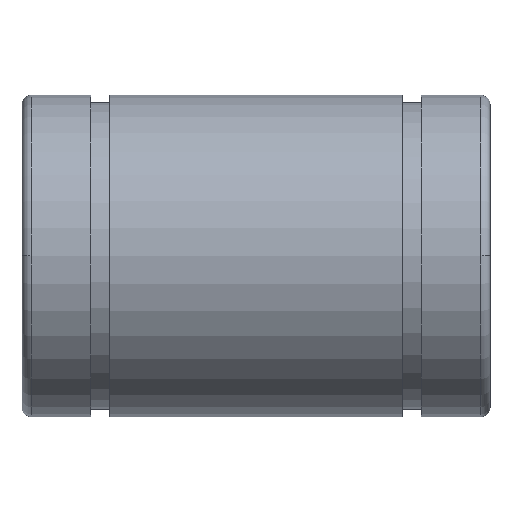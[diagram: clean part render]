
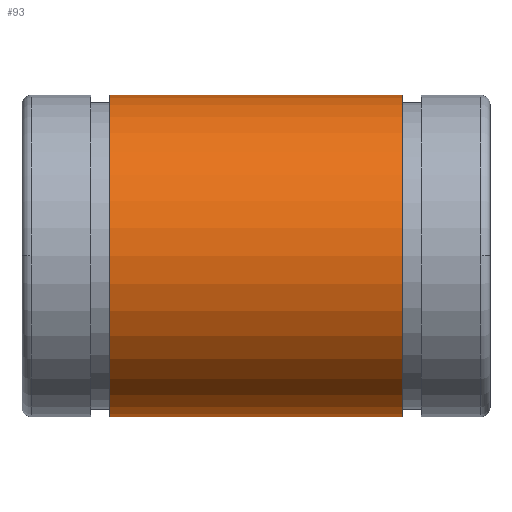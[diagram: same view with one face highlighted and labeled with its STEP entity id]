
A CAD part, top view. The second image highlights one B-rep face of the part: STEP entity #93.
In plain terms, the highlighted cylindrical face has radius 11 mm (diameter 22 mm), a partial arc.
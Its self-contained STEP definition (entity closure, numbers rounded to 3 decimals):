
#93 = ADVANCED_FACE( '', ( #141 ), #142, .T. );
#141 = FACE_OUTER_BOUND( '', #199, .T. );
#142 = CYLINDRICAL_SURFACE( '', #200, 11. );
#199 = EDGE_LOOP( '', ( #363, #364, #365, #366 ) );
#200 = AXIS2_PLACEMENT_3D( '', #367, #368, #369 );
#363 = ORIENTED_EDGE( '', *, *, #444, .T. );
#364 = ORIENTED_EDGE( '', *, *, #481, .F. );
#365 = ORIENTED_EDGE( '', *, *, #446, .T. );
#366 = ORIENTED_EDGE( '', *, *, #480, .T. );
#367 = CARTESIAN_POINT( '', ( 16., 0., 0. ) );
#368 = DIRECTION( '', ( 1., 0., 0. ) );
#369 = DIRECTION( '', ( 0., 1., 0. ) );
#444 = EDGE_CURVE( '', #527, #528, #529, .T. );
#446 = EDGE_CURVE( '', #532, #530, #533, .T. );
#480 = EDGE_CURVE( '', #530, #527, #588, .T. );
#481 = EDGE_CURVE( '', #532, #528, #589, .T. );
#527 = VERTEX_POINT( '', #639 );
#528 = VERTEX_POINT( '', #640 );
#529 = LINE( '', #641, #642 );
#530 = VERTEX_POINT( '', #643 );
#532 = VERTEX_POINT( '', #645 );
#533 = LINE( '', #646, #647 );
#588 = CIRCLE( '', #708, 11. );
#589 = CIRCLE( '', #709, 11. );
#639 = CARTESIAN_POINT( '', ( 26., 11., 0. ) );
#640 = CARTESIAN_POINT( '', ( 6., 11., 0. ) );
#641 = CARTESIAN_POINT( '', ( 16., 11., 0. ) );
#642 = VECTOR( '', #768, 1. );
#643 = CARTESIAN_POINT( '', ( 26., -11., 0. ) );
#645 = CARTESIAN_POINT( '', ( 6., -11., 0. ) );
#646 = CARTESIAN_POINT( '', ( 16., -11., 0. ) );
#647 = VECTOR( '', #772, 1. );
#708 = AXIS2_PLACEMENT_3D( '', #860, #861, #862 );
#709 = AXIS2_PLACEMENT_3D( '', #863, #864, #865 );
#768 = DIRECTION( '', ( -1., 0., 0. ) );
#772 = DIRECTION( '', ( 1., 0., 0. ) );
#860 = CARTESIAN_POINT( '', ( 26., 0., 0. ) );
#861 = DIRECTION( '', ( -1., 0., 0. ) );
#862 = DIRECTION( '', ( 0., 1., 0. ) );
#863 = CARTESIAN_POINT( '', ( 6., 0., 0. ) );
#864 = DIRECTION( '', ( -1., 0., 0. ) );
#865 = DIRECTION( '', ( 0., 1., 0. ) );
